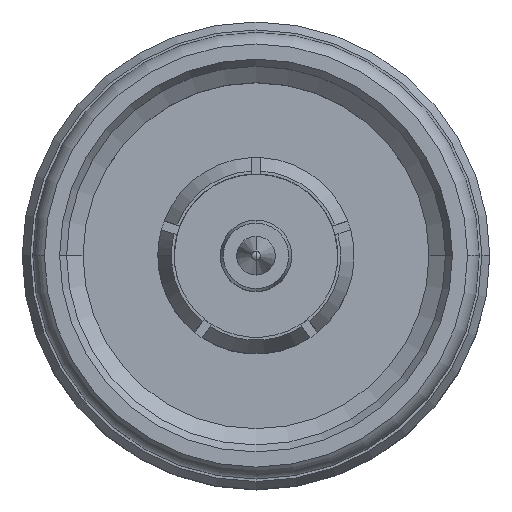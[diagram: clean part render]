
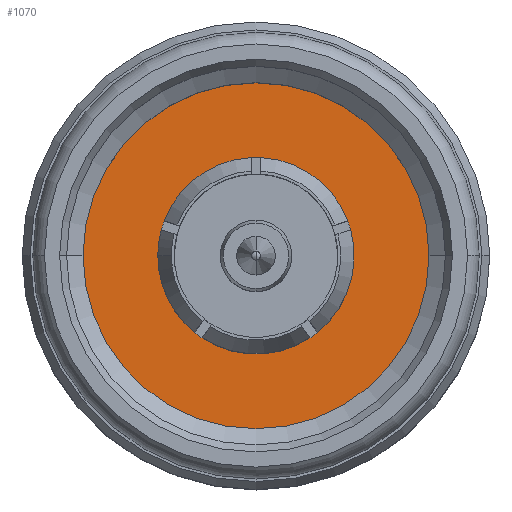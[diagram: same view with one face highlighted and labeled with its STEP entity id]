
A CAD part, top view. The second image highlights one B-rep face of the part: STEP entity #1070.
In plain terms, the highlighted face is planar.
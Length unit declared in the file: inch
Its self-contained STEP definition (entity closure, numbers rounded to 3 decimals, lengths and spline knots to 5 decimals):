
#113 = EDGE_CURVE ( 'NONE', #3577, #3686, #5016, .T. ) ;
#169 = EDGE_LOOP ( 'NONE', ( #1650, #4671, #5486, #1382, #5787, #5487, #3898, #3048, #2589, #3841, #2824 ) ) ;
#189 = CARTESIAN_POINT ( 'NONE',  ( -0.33817, 0., 0. ) ) ;
#278 = DIRECTION ( 'NONE',  ( -1., 0., 0. ) ) ;
#290 = EDGE_CURVE ( 'NONE', #1387, #6626, #1713, .T. ) ;
#330 = VERTEX_POINT ( 'NONE', #3724 ) ;
#333 = AXIS2_PLACEMENT_3D ( 'NONE', #5539, #3910, #4476 ) ;
#340 = EDGE_CURVE ( 'NONE', #5479, #330, #2643, .T. ) ;
#524 = CARTESIAN_POINT ( 'NONE',  ( -0.33817, 0., -0.34605 ) ) ;
#568 = VERTEX_POINT ( 'NONE', #4124 ) ;
#604 = VERTEX_POINT ( 'NONE', #1558 ) ;
#615 = EDGE_CURVE ( 'NONE', #4674, #2362, #6475, .T. ) ;
#902 = DIRECTION ( 'NONE',  ( 0., 0., 1. ) ) ;
#952 = CARTESIAN_POINT ( 'NONE',  ( -0.33817, -0.12899, 0.10345 ) ) ;
#1033 = CIRCLE ( 'NONE', #5815, 0.16535 ) ;
#1044 = EDGE_CURVE ( 'NONE', #330, #604, #1452, .T. ) ;
#1070 = ADVANCED_FACE ( 'NONE', ( #5687, #4050 ), #4762, .F. ) ;
#1240 = AXIS2_PLACEMENT_3D ( 'NONE', #2496, #2516, #902 ) ;
#1253 = EDGE_LOOP ( 'NONE', ( #4864, #5223 ) ) ;
#1330 = DIRECTION ( 'NONE',  ( 0., 0., 1. ) ) ;
#1357 = CARTESIAN_POINT ( 'NONE',  ( -0.33817, 0., 0. ) ) ;
#1382 = ORIENTED_EDGE ( 'NONE', *, *, #3058, .T. ) ;
#1387 = VERTEX_POINT ( 'NONE', #6868 ) ;
#1388 = AXIS2_PLACEMENT_3D ( 'NONE', #3576, #5816, #1421 ) ;
#1421 = DIRECTION ( 'NONE',  ( 0., 0., 1. ) ) ;
#1452 = CIRCLE ( 'NONE', #3550, 0.16535 ) ;
#1476 = DIRECTION ( 'NONE',  ( -1., 0., 0. ) ) ;
#1558 = CARTESIAN_POINT ( 'NONE',  ( -0.33817, -0.13825, 0.09071 ) ) ;
#1650 = ORIENTED_EDGE ( 'NONE', *, *, #6798, .T. ) ;
#1669 = CARTESIAN_POINT ( 'NONE',  ( -0.33817, -0.12899, -0.10345 ) ) ;
#1703 = EDGE_CURVE ( 'NONE', #604, #3141, #5328, .T. ) ;
#1713 = CIRCLE ( 'NONE', #6200, 0.16535 ) ;
#1811 = CARTESIAN_POINT ( 'NONE',  ( -0.33817, 0., 0. ) ) ;
#1825 = CARTESIAN_POINT ( 'NONE',  ( -0.33817, 0., 0. ) ) ;
#2086 = EDGE_CURVE ( 'NONE', #2362, #568, #4544, .T. ) ;
#2340 = CARTESIAN_POINT ( 'NONE',  ( -0.33817, 0., 0.16535 ) ) ;
#2345 = AXIS2_PLACEMENT_3D ( 'NONE', #4778, #1476, #5330 ) ;
#2362 = VERTEX_POINT ( 'NONE', #5990 ) ;
#2447 = DIRECTION ( 'NONE',  ( -1., 0., 0. ) ) ;
#2496 = CARTESIAN_POINT ( 'NONE',  ( -0.33817, 0., 0. ) ) ;
#2516 = DIRECTION ( 'NONE',  ( -1., 0., 0. ) ) ;
#2589 = ORIENTED_EDGE ( 'NONE', *, *, #615, .T. ) ;
#2643 = CIRCLE ( 'NONE', #1240, 0.16535 ) ;
#2703 = AXIS2_PLACEMENT_3D ( 'NONE', #6777, #2863, #6182 ) ;
#2824 = ORIENTED_EDGE ( 'NONE', *, *, #3370, .T. ) ;
#2849 = CARTESIAN_POINT ( 'NONE',  ( -0.33817, 0.05853, -0.15465 ) ) ;
#2863 = DIRECTION ( 'NONE',  ( -1., 0., 0. ) ) ;
#3048 = ORIENTED_EDGE ( 'NONE', *, *, #6776, .T. ) ;
#3058 = EDGE_CURVE ( 'NONE', #6718, #5479, #5602, .T. ) ;
#3141 = VERTEX_POINT ( 'NONE', #952 ) ;
#3292 = CIRCLE ( 'NONE', #3294, 0.34605 ) ;
#3294 = AXIS2_PLACEMENT_3D ( 'NONE', #5255, #5277, #6960 ) ;
#3368 = VERTEX_POINT ( 'NONE', #5749 ) ;
#3370 = EDGE_CURVE ( 'NONE', #568, #3368, #6809, .T. ) ;
#3550 = AXIS2_PLACEMENT_3D ( 'NONE', #1357, #2447, #4706 ) ;
#3572 = DIRECTION ( 'NONE',  ( -1., 0., 0. ) ) ;
#3576 = CARTESIAN_POINT ( 'NONE',  ( -0.33817, 0., 0. ) ) ;
#3577 = VERTEX_POINT ( 'NONE', #524 ) ;
#3686 = VERTEX_POINT ( 'NONE', #4016 ) ;
#3724 = CARTESIAN_POINT ( 'NONE',  ( -0.33817, -0.13825, -0.09071 ) ) ;
#3841 = ORIENTED_EDGE ( 'NONE', *, *, #2086, .T. ) ;
#3898 = ORIENTED_EDGE ( 'NONE', *, *, #1703, .T. ) ;
#3910 = DIRECTION ( 'NONE',  ( -1., 0., 0. ) ) ;
#4009 = DIRECTION ( 'NONE',  ( 0., 0., 1. ) ) ;
#4016 = CARTESIAN_POINT ( 'NONE',  ( -0.33817, 0., 0.34605 ) ) ;
#4050 = FACE_BOUND ( 'NONE', #169, .T. ) ;
#4124 = CARTESIAN_POINT ( 'NONE',  ( -0.33817, 0.05853, 0.15465 ) ) ;
#4154 = CIRCLE ( 'NONE', #5434, 0.16535 ) ;
#4223 = EDGE_CURVE ( 'NONE', #6626, #6718, #4647, .T. ) ;
#4346 = CARTESIAN_POINT ( 'NONE',  ( -0.33817, 0., 0. ) ) ;
#4476 = DIRECTION ( 'NONE',  ( 0., 0., 1. ) ) ;
#4540 = AXIS2_PLACEMENT_3D ( 'NONE', #1825, #3572, #5289 ) ;
#4544 = CIRCLE ( 'NONE', #2703, 0.16535 ) ;
#4550 = DIRECTION ( 'NONE',  ( -1., 0., 0. ) ) ;
#4618 = DIRECTION ( 'NONE',  ( 0., 0., 1. ) ) ;
#4647 = CIRCLE ( 'NONE', #2345, 0.16535 ) ;
#4671 = ORIENTED_EDGE ( 'NONE', *, *, #290, .T. ) ;
#4674 = VERTEX_POINT ( 'NONE', #2340 ) ;
#4706 = DIRECTION ( 'NONE',  ( 0., 0., 1. ) ) ;
#4762 = PLANE ( 'NONE',  #5791 ) ;
#4778 = CARTESIAN_POINT ( 'NONE',  ( -0.33817, 0., 0. ) ) ;
#4864 = ORIENTED_EDGE ( 'NONE', *, *, #5311, .F. ) ;
#5016 = CIRCLE ( 'NONE', #1388, 0.34605 ) ;
#5223 = ORIENTED_EDGE ( 'NONE', *, *, #113, .F. ) ;
#5255 = CARTESIAN_POINT ( 'NONE',  ( -0.33817, 0., 0. ) ) ;
#5277 = DIRECTION ( 'NONE',  ( -1., 0., 0. ) ) ;
#5284 = CARTESIAN_POINT ( 'NONE',  ( -0.33817, 0., 0. ) ) ;
#5289 = DIRECTION ( 'NONE',  ( 0., 0., 1. ) ) ;
#5311 = EDGE_CURVE ( 'NONE', #3686, #3577, #3292, .T. ) ;
#5328 = CIRCLE ( 'NONE', #6256, 0.16535 ) ;
#5330 = DIRECTION ( 'NONE',  ( 0., 0., 1. ) ) ;
#5434 = AXIS2_PLACEMENT_3D ( 'NONE', #5284, #278, #6918 ) ;
#5475 = DIRECTION ( 'NONE',  ( -1., 0., 0. ) ) ;
#5479 = VERTEX_POINT ( 'NONE', #1669 ) ;
#5486 = ORIENTED_EDGE ( 'NONE', *, *, #4223, .T. ) ;
#5487 = ORIENTED_EDGE ( 'NONE', *, *, #1044, .T. ) ;
#5539 = CARTESIAN_POINT ( 'NONE',  ( -0.33817, 0., 0. ) ) ;
#5602 = CIRCLE ( 'NONE', #4540, 0.16535 ) ;
#5614 = CARTESIAN_POINT ( 'NONE',  ( -0.33817, 0., 0. ) ) ;
#5670 = CARTESIAN_POINT ( 'NONE',  ( -0.33817, 0.04355, -0.15952 ) ) ;
#5687 = FACE_OUTER_BOUND ( 'NONE', #1253, .T. ) ;
#5739 = DIRECTION ( 'NONE',  ( -1., 0., 0. ) ) ;
#5749 = CARTESIAN_POINT ( 'NONE',  ( -0.33817, 0.16517, 0.00787 ) ) ;
#5787 = ORIENTED_EDGE ( 'NONE', *, *, #340, .T. ) ;
#5791 = AXIS2_PLACEMENT_3D ( 'NONE', #6115, #6831, #1330 ) ;
#5815 = AXIS2_PLACEMENT_3D ( 'NONE', #189, #6840, #6290 ) ;
#5816 = DIRECTION ( 'NONE',  ( -1., 0., 0. ) ) ;
#5990 = CARTESIAN_POINT ( 'NONE',  ( -0.33817, 0.04355, 0.15952 ) ) ;
#6115 = CARTESIAN_POINT ( 'NONE',  ( -0.33817, 0.34605, 0. ) ) ;
#6182 = DIRECTION ( 'NONE',  ( 0., 0., 1. ) ) ;
#6200 = AXIS2_PLACEMENT_3D ( 'NONE', #1811, #4550, #4009 ) ;
#6256 = AXIS2_PLACEMENT_3D ( 'NONE', #4346, #5475, #6619 ) ;
#6290 = DIRECTION ( 'NONE',  ( 0., 0., 1. ) ) ;
#6475 = CIRCLE ( 'NONE', #333, 0.16535 ) ;
#6619 = DIRECTION ( 'NONE',  ( 0., 0., 1. ) ) ;
#6626 = VERTEX_POINT ( 'NONE', #2849 ) ;
#6718 = VERTEX_POINT ( 'NONE', #5670 ) ;
#6776 = EDGE_CURVE ( 'NONE', #3141, #4674, #4154, .T. ) ;
#6777 = CARTESIAN_POINT ( 'NONE',  ( -0.33817, 0., 0. ) ) ;
#6798 = EDGE_CURVE ( 'NONE', #3368, #1387, #1033, .T. ) ;
#6809 = CIRCLE ( 'NONE', #7007, 0.16535 ) ;
#6831 = DIRECTION ( 'NONE',  ( -1., 0., 0. ) ) ;
#6840 = DIRECTION ( 'NONE',  ( -1., 0., 0. ) ) ;
#6868 = CARTESIAN_POINT ( 'NONE',  ( -0.33817, 0.16517, -0.00787 ) ) ;
#6918 = DIRECTION ( 'NONE',  ( 0., 0., 1. ) ) ;
#6960 = DIRECTION ( 'NONE',  ( 0., 0., 1. ) ) ;
#7007 = AXIS2_PLACEMENT_3D ( 'NONE', #5614, #5739, #4618 ) ;
